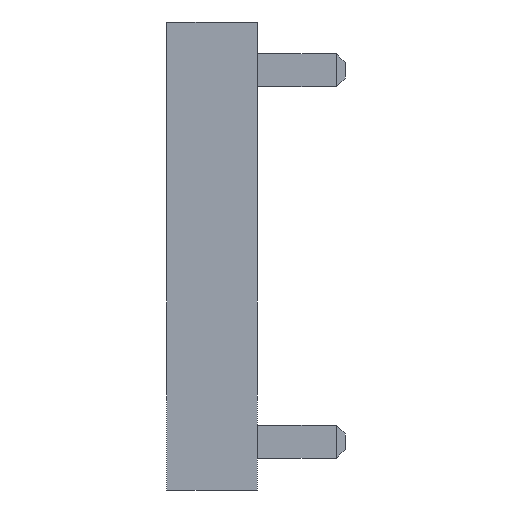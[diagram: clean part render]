
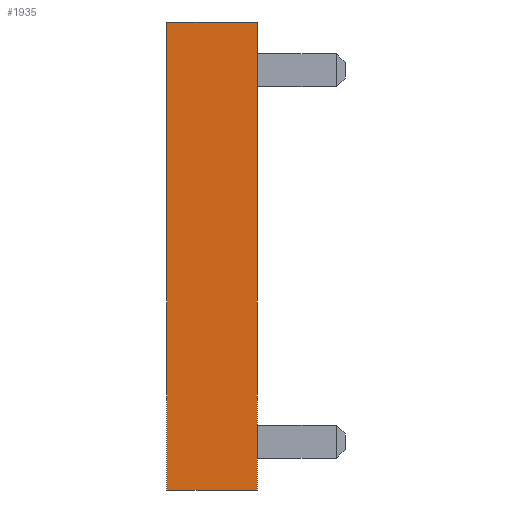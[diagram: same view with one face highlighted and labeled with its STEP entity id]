
A CAD part, left-side view. The second image highlights one B-rep face of the part: STEP entity #1935.
In plain terms, the highlighted planar face has unit normal (-1, 0, 0).
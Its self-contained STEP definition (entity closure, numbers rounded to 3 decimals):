
#122 = VECTOR ( 'NONE', #1830, 1000. ) ;
#167 = ORIENTED_EDGE ( 'NONE', *, *, #445, .F. ) ;
#315 = LINE ( 'NONE', #1047, #122 ) ;
#352 = VECTOR ( 'NONE', #1834, 1000. ) ;
#418 = ORIENTED_EDGE ( 'NONE', *, *, #564, .T. ) ;
#445 = EDGE_CURVE ( 'NONE', #1267, #1199, #2176, .T. ) ;
#515 = LINE ( 'NONE', #2577, #1608 ) ;
#564 = EDGE_CURVE ( 'NONE', #1192, #1199, #515, .T. ) ;
#591 = EDGE_CURVE ( 'NONE', #1244, #1192, #315, .T. ) ;
#697 = CARTESIAN_POINT ( 'NONE',  ( -8., 3.1, -8. ) ) ;
#765 = CARTESIAN_POINT ( 'NONE',  ( -8., 3.1, 8. ) ) ;
#955 = CARTESIAN_POINT ( 'NONE',  ( -8., 3.1, 8. ) ) ;
#990 = DIRECTION ( 'NONE',  ( 1., 0., 0. ) ) ;
#1016 = CARTESIAN_POINT ( 'NONE',  ( -8., 3.1, -8. ) ) ;
#1040 = DIRECTION ( 'NONE',  ( 0., 0., 1. ) ) ;
#1045 = EDGE_CURVE ( 'NONE', #1244, #1267, #2358, .T. ) ;
#1047 = CARTESIAN_POINT ( 'NONE',  ( -8., 3.1, -8. ) ) ;
#1111 = AXIS2_PLACEMENT_3D ( 'NONE', #1753, #990, #1396 ) ;
#1192 = VERTEX_POINT ( 'NONE', #2255 ) ;
#1199 = VERTEX_POINT ( 'NONE', #2002 ) ;
#1244 = VERTEX_POINT ( 'NONE', #697 ) ;
#1267 = VERTEX_POINT ( 'NONE', #955 ) ;
#1396 = DIRECTION ( 'NONE',  ( 0., 0., -1. ) ) ;
#1446 = DIRECTION ( 'NONE',  ( 0., 0., 1. ) ) ;
#1480 = ORIENTED_EDGE ( 'NONE', *, *, #1045, .F. ) ;
#1608 = VECTOR ( 'NONE', #1446, 1000. ) ;
#1669 = EDGE_LOOP ( 'NONE', ( #418, #167, #1480, #2242 ) ) ;
#1697 = FACE_OUTER_BOUND ( 'NONE', #1669, .T. ) ;
#1753 = CARTESIAN_POINT ( 'NONE',  ( -8., 3.1, -8. ) ) ;
#1830 = DIRECTION ( 'NONE',  ( 0., -1., 0. ) ) ;
#1834 = DIRECTION ( 'NONE',  ( 0., -1., 0. ) ) ;
#1872 = PLANE ( 'NONE',  #1111 ) ;
#1935 = ADVANCED_FACE ( 'NONE', ( #1697 ), #1872, .F. ) ;
#2002 = CARTESIAN_POINT ( 'NONE',  ( -8., 0., 8. ) ) ;
#2168 = VECTOR ( 'NONE', #1040, 1000. ) ;
#2176 = LINE ( 'NONE', #765, #352 ) ;
#2242 = ORIENTED_EDGE ( 'NONE', *, *, #591, .T. ) ;
#2255 = CARTESIAN_POINT ( 'NONE',  ( -8., 0., -8. ) ) ;
#2358 = LINE ( 'NONE', #1016, #2168 ) ;
#2577 = CARTESIAN_POINT ( 'NONE',  ( -8., 0., -8. ) ) ;
